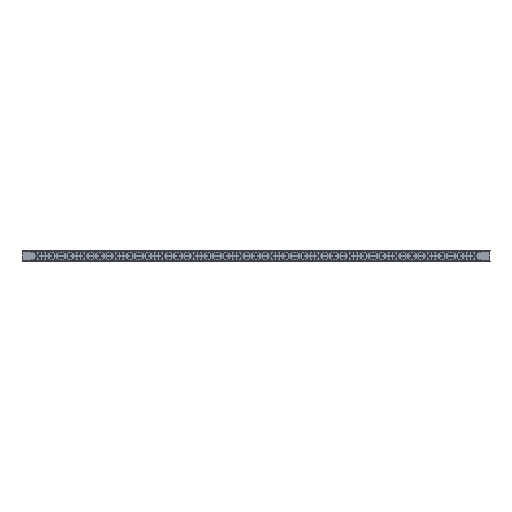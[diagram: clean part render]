
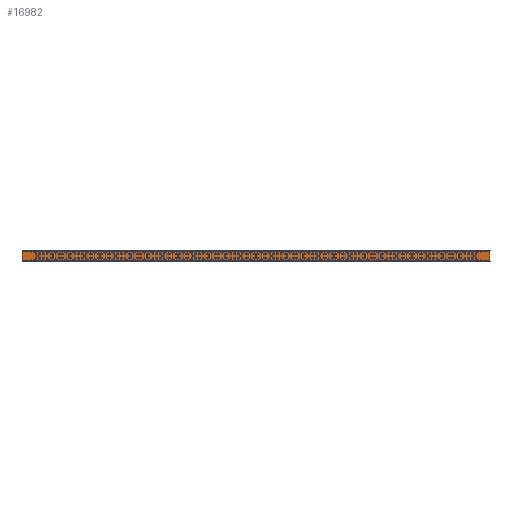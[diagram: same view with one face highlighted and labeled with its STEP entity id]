
A CAD part, top view. The second image highlights one B-rep face of the part: STEP entity #16982.
In plain terms, the highlighted planar face has unit normal (0, 0, 1).
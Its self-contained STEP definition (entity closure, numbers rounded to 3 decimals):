
#1210=FACE_OUTER_BOUND('',#2006,.T.);
#2006=EDGE_LOOP('',(#14354,#14355,#14356,#14357));
#3106=LINE('',#30527,#4574);
#3130=LINE('',#30618,#4598);
#3135=LINE('',#30631,#4603);
#3141=LINE('',#30654,#4609);
#4574=VECTOR('',#24137,1.);
#4598=VECTOR('',#24233,1.);
#4603=VECTOR('',#24246,1.);
#4609=VECTOR('',#24274,1.);
#8273=VERTEX_POINT('',#30524);
#8274=VERTEX_POINT('',#30526);
#8305=VERTEX_POINT('',#30616);
#8309=VERTEX_POINT('',#30630);
#11206=EDGE_CURVE('',#8274,#8273,#3106,.T.);
#11253=EDGE_CURVE('',#8305,#8273,#3130,.F.);
#11259=EDGE_CURVE('',#8309,#8274,#3135,.T.);
#11271=EDGE_CURVE('',#8309,#8305,#3141,.T.);
#14354=ORIENTED_EDGE('',*,*,#11253,.F.);
#14355=ORIENTED_EDGE('',*,*,#11271,.F.);
#14356=ORIENTED_EDGE('',*,*,#11259,.T.);
#14357=ORIENTED_EDGE('',*,*,#11206,.T.);
#16186=PLANE('',#20064);
#16982=ADVANCED_FACE('',(#1210),#16186,.T.);
#20064=AXIS2_PLACEMENT_3D('',#30686,#24312,#24313);
#24137=DIRECTION('',(0.,1.,0.));
#24233=DIRECTION('',(-1.,0.,0.));
#24246=DIRECTION('',(1.,0.,0.));
#24274=DIRECTION('',(0.,1.,0.));
#24312=DIRECTION('center_axis',(0.,0.,1.));
#24313=DIRECTION('ref_axis',(1.,0.,0.));
#30524=CARTESIAN_POINT('',(3182.477,167.543,-28.242));
#30526=CARTESIAN_POINT('',(3182.477,96.943,-28.242));
#30527=CARTESIAN_POINT('',(3182.477,132.243,-28.242));
#30616=CARTESIAN_POINT('',(152.477,167.543,-28.242));
#30618=CARTESIAN_POINT('',(1667.477,167.543,-28.242));
#30630=CARTESIAN_POINT('',(152.477,96.943,-28.242));
#30631=CARTESIAN_POINT('',(1667.477,96.943,-28.242));
#30654=CARTESIAN_POINT('',(152.477,132.243,-28.242));
#30686=CARTESIAN_POINT('Origin',(1667.477,132.243,-28.242));
